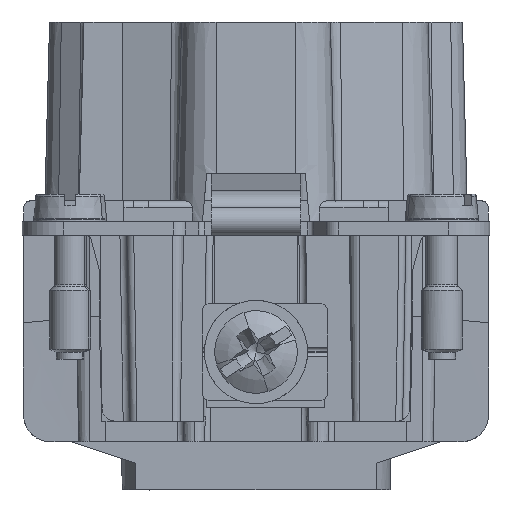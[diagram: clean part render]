
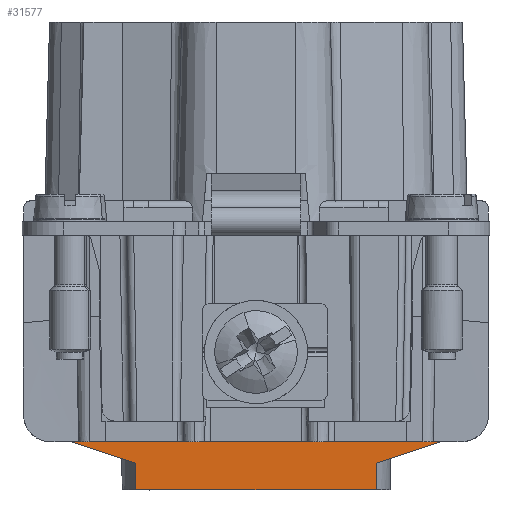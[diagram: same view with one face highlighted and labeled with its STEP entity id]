
A CAD part, front view. The second image highlights one B-rep face of the part: STEP entity #31577.
In plain terms, the highlighted planar face has unit normal (0, -1, 0).
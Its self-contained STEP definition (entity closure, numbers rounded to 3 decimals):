
#31401=AXIS2_PLACEMENT_3D('Plane Axis2P3D',#31398,#31399,#31400) ;
#31428=AXIS2_PLACEMENT_3D('Circle Axis2P3D',#31426,#31427,$) ;
#31494=AXIS2_PLACEMENT_3D('Circle Axis2P3D',#31492,#31493,$) ;
#31536=AXIS2_PLACEMENT_3D('Circle Axis2P3D',#31534,#31535,$) ;
#23257=CARTESIAN_POINT('Vertex',(3.778,15.45,4.5)) ;
#23279=CARTESIAN_POINT('Line Origine',(17.,15.45,4.5)) ;
#23283=CARTESIAN_POINT('Vertex',(30.222,15.45,4.5)) ;
#31381=CARTESIAN_POINT('Vertex',(3.65,15.45,4.5)) ;
#31384=CARTESIAN_POINT('Line Origine',(3.714,15.45,4.5)) ;
#31398=CARTESIAN_POINT('Axis2P3D Location',(8.272,15.45,4.5)) ;
#31403=CARTESIAN_POINT('Line Origine',(17.,15.45,0.)) ;
#31407=CARTESIAN_POINT('Vertex',(8.272,15.45,0.)) ;
#31409=CARTESIAN_POINT('Vertex',(25.728,15.45,0.)) ;
#31412=CARTESIAN_POINT('Line Origine',(25.728,15.45,0.971)) ;
#31416=CARTESIAN_POINT('Vertex',(25.728,15.45,1.942)) ;
#31419=CARTESIAN_POINT('Line Origine',(28.074,15.45,2.722)) ;
#31423=CARTESIAN_POINT('Vertex',(30.421,15.45,3.501)) ;
#31426=CARTESIAN_POINT('Axis2P3D Location',(30.35,15.45,6.5)) ;
#31430=CARTESIAN_POINT('Vertex',(33.35,15.45,6.5)) ;
#31433=CARTESIAN_POINT('Line Origine',(33.35,15.45,9.577)) ;
#31437=CARTESIAN_POINT('Vertex',(33.35,15.45,12.654)) ;
#31440=CARTESIAN_POINT('Line Origine',(33.425,15.45,12.654)) ;
#31444=CARTESIAN_POINT('Vertex',(33.5,15.45,12.654)) ;
#31447=CARTESIAN_POINT('Line Origine',(33.5,15.45,13.127)) ;
#31451=CARTESIAN_POINT('Vertex',(33.5,15.45,13.6)) ;
#31454=CARTESIAN_POINT('Line Origine',(32.925,15.45,13.6)) ;
#31458=CARTESIAN_POINT('Vertex',(32.35,15.45,13.6)) ;
#31461=CARTESIAN_POINT('Line Origine',(32.35,15.45,10.05)) ;
#31465=CARTESIAN_POINT('Vertex',(32.35,15.45,6.5)) ;
#31469=CARTESIAN_POINT('Control Point',(30.35,15.45,4.5)) ;
#31470=CARTESIAN_POINT('Control Point',(30.558,15.45,4.5)) ;
#31471=CARTESIAN_POINT('Control Point',(30.766,15.45,4.527)) ;
#31472=CARTESIAN_POINT('Control Point',(30.969,15.45,4.581)) ;
#31473=CARTESIAN_POINT('Control Point',(31.356,15.45,4.741)) ;
#31474=CARTESIAN_POINT('Control Point',(31.691,15.45,4.994)) ;
#31475=CARTESIAN_POINT('Control Point',(31.84,15.45,5.142)) ;
#31476=CARTESIAN_POINT('Control Point',(32.097,15.45,5.473)) ;
#31477=CARTESIAN_POINT('Control Point',(32.261,15.45,5.858)) ;
#31478=CARTESIAN_POINT('Control Point',(32.318,15.45,6.061)) ;
#31479=CARTESIAN_POINT('Control Point',(32.348,15.45,6.273)) ;
#31480=CARTESIAN_POINT('Control Point',(32.35,15.45,6.486)) ;
#31481=CARTESIAN_POINT('Control Point',(32.35,15.45,6.49)) ;
#31482=CARTESIAN_POINT('Control Point',(32.35,15.45,6.495)) ;
#31483=CARTESIAN_POINT('Control Point',(32.35,15.45,6.5)) ;
#31484=CARTESIAN_POINT('Vertex',(30.35,15.45,4.5)) ;
#31487=CARTESIAN_POINT('Line Origine',(30.286,15.45,4.5)) ;
#31492=CARTESIAN_POINT('Axis2P3D Location',(3.65,15.45,6.5)) ;
#31496=CARTESIAN_POINT('Vertex',(1.65,15.45,6.5)) ;
#31499=CARTESIAN_POINT('Line Origine',(1.65,15.45,10.05)) ;
#31503=CARTESIAN_POINT('Vertex',(1.65,15.45,13.6)) ;
#31506=CARTESIAN_POINT('Line Origine',(1.075,15.45,13.6)) ;
#31510=CARTESIAN_POINT('Vertex',(0.5,15.45,13.6)) ;
#31513=CARTESIAN_POINT('Line Origine',(0.5,15.45,13.127)) ;
#31517=CARTESIAN_POINT('Vertex',(0.5,15.45,12.654)) ;
#31520=CARTESIAN_POINT('Line Origine',(0.575,15.45,12.654)) ;
#31524=CARTESIAN_POINT('Vertex',(0.65,15.45,12.654)) ;
#31527=CARTESIAN_POINT('Line Origine',(0.65,15.45,9.577)) ;
#31531=CARTESIAN_POINT('Vertex',(0.65,15.45,6.5)) ;
#31534=CARTESIAN_POINT('Axis2P3D Location',(3.65,15.45,6.5)) ;
#31538=CARTESIAN_POINT('Vertex',(3.579,15.45,3.501)) ;
#31541=CARTESIAN_POINT('Line Origine',(5.926,15.45,2.722)) ;
#31545=CARTESIAN_POINT('Vertex',(8.272,15.45,1.942)) ;
#31548=CARTESIAN_POINT('Line Origine',(8.272,15.45,0.971)) ;
#23280=DIRECTION('Vector Direction',(1.,0.,0.)) ;
#31385=DIRECTION('Vector Direction',(1.,0.,0.)) ;
#31399=DIRECTION('Axis2P3D Direction',(0.,1.,0.)) ;
#31400=DIRECTION('Axis2P3D XDirection',(1.,0.,0.)) ;
#31404=DIRECTION('Vector Direction',(1.,0.,0.)) ;
#31413=DIRECTION('Vector Direction',(0.,0.,-1.)) ;
#31420=DIRECTION('Vector Direction',(0.949,0.,0.315)) ;
#31427=DIRECTION('Axis2P3D Direction',(0.,1.,0.)) ;
#31434=DIRECTION('Vector Direction',(0.,0.,1.)) ;
#31441=DIRECTION('Vector Direction',(1.,0.,0.)) ;
#31448=DIRECTION('Vector Direction',(0.,0.,1.)) ;
#31455=DIRECTION('Vector Direction',(1.,0.,0.)) ;
#31462=DIRECTION('Vector Direction',(0.,0.,-1.)) ;
#31488=DIRECTION('Vector Direction',(1.,0.,0.)) ;
#31493=DIRECTION('Axis2P3D Direction',(0.,1.,0.)) ;
#31500=DIRECTION('Vector Direction',(0.,0.,-1.)) ;
#31507=DIRECTION('Vector Direction',(1.,0.,0.)) ;
#31514=DIRECTION('Vector Direction',(0.,0.,1.)) ;
#31521=DIRECTION('Vector Direction',(1.,0.,0.)) ;
#31528=DIRECTION('Vector Direction',(0.,0.,1.)) ;
#31535=DIRECTION('Axis2P3D Direction',(0.,1.,0.)) ;
#31542=DIRECTION('Vector Direction',(-0.949,0.,0.315)) ;
#31549=DIRECTION('Vector Direction',(0.,0.,-1.)) ;
#23281=VECTOR('Line Direction',#23280,1.) ;
#31386=VECTOR('Line Direction',#31385,1.) ;
#31405=VECTOR('Line Direction',#31404,1.) ;
#31414=VECTOR('Line Direction',#31413,1.) ;
#31421=VECTOR('Line Direction',#31420,1.) ;
#31435=VECTOR('Line Direction',#31434,1.) ;
#31442=VECTOR('Line Direction',#31441,1.) ;
#31449=VECTOR('Line Direction',#31448,1.) ;
#31456=VECTOR('Line Direction',#31455,1.) ;
#31463=VECTOR('Line Direction',#31462,1.) ;
#31489=VECTOR('Line Direction',#31488,1.) ;
#31501=VECTOR('Line Direction',#31500,1.) ;
#31508=VECTOR('Line Direction',#31507,1.) ;
#31515=VECTOR('Line Direction',#31514,1.) ;
#31522=VECTOR('Line Direction',#31521,1.) ;
#31529=VECTOR('Line Direction',#31528,1.) ;
#31543=VECTOR('Line Direction',#31542,1.) ;
#31550=VECTOR('Line Direction',#31549,1.) ;
#31554=ORIENTED_EDGE('',*,*,#31411,.T.) ;
#31555=ORIENTED_EDGE('',*,*,#31418,.F.) ;
#31556=ORIENTED_EDGE('',*,*,#31425,.F.) ;
#31557=ORIENTED_EDGE('',*,*,#31432,.T.) ;
#31558=ORIENTED_EDGE('',*,*,#31439,.T.) ;
#31559=ORIENTED_EDGE('',*,*,#31446,.T.) ;
#31560=ORIENTED_EDGE('',*,*,#31453,.T.) ;
#31561=ORIENTED_EDGE('',*,*,#31460,.T.) ;
#31562=ORIENTED_EDGE('',*,*,#31467,.T.) ;
#31563=ORIENTED_EDGE('',*,*,#31486,.T.) ;
#31564=ORIENTED_EDGE('',*,*,#31491,.F.) ;
#31565=ORIENTED_EDGE('',*,*,#23285,.T.) ;
#31566=ORIENTED_EDGE('',*,*,#31388,.T.) ;
#31567=ORIENTED_EDGE('',*,*,#31498,.F.) ;
#31568=ORIENTED_EDGE('',*,*,#31505,.F.) ;
#31569=ORIENTED_EDGE('',*,*,#31512,.F.) ;
#31570=ORIENTED_EDGE('',*,*,#31519,.F.) ;
#31571=ORIENTED_EDGE('',*,*,#31526,.F.) ;
#31572=ORIENTED_EDGE('',*,*,#31533,.F.) ;
#31573=ORIENTED_EDGE('',*,*,#31540,.F.) ;
#31574=ORIENTED_EDGE('',*,*,#31547,.T.) ;
#31575=ORIENTED_EDGE('',*,*,#31552,.T.) ;
#31577=ADVANCED_FACE('Hauptk\X2\00F6\X0\rper',(#31576),#31402,.F.) ;
#31468=B_SPLINE_CURVE_WITH_KNOTS('',5,(#31469,#31470,#31471,#31472,#31473,#31474,#31475,#31476,#31477,#31478,#31479,#31480,#31481,#31482,#31483),.UNSPECIFIED.,.F.,.U.,(6,3,3,3,6),(0.,1.47,2.939,4.409,4.443),.UNSPECIFIED.) ;
#31429=CIRCLE('generated circle',#31428,3.) ;
#31495=CIRCLE('generated circle',#31494,2.) ;
#31537=CIRCLE('generated circle',#31536,3.) ;
#23285=EDGE_CURVE('',#23284,#23258,#23282,.F.) ;
#31388=EDGE_CURVE('',#23258,#31382,#31387,.F.) ;
#31411=EDGE_CURVE('',#31408,#31410,#31406,.T.) ;
#31418=EDGE_CURVE('',#31417,#31410,#31415,.T.) ;
#31425=EDGE_CURVE('',#31424,#31417,#31422,.F.) ;
#31432=EDGE_CURVE('',#31424,#31431,#31429,.F.) ;
#31439=EDGE_CURVE('',#31431,#31438,#31436,.T.) ;
#31446=EDGE_CURVE('',#31438,#31445,#31443,.T.) ;
#31453=EDGE_CURVE('',#31445,#31452,#31450,.T.) ;
#31460=EDGE_CURVE('',#31452,#31459,#31457,.F.) ;
#31467=EDGE_CURVE('',#31459,#31466,#31464,.T.) ;
#31486=EDGE_CURVE('',#31466,#31485,#31468,.F.) ;
#31491=EDGE_CURVE('',#23284,#31485,#31490,.T.) ;
#31498=EDGE_CURVE('',#31497,#31382,#31495,.F.) ;
#31505=EDGE_CURVE('',#31504,#31497,#31502,.T.) ;
#31512=EDGE_CURVE('',#31511,#31504,#31509,.T.) ;
#31519=EDGE_CURVE('',#31518,#31511,#31516,.T.) ;
#31526=EDGE_CURVE('',#31525,#31518,#31523,.F.) ;
#31533=EDGE_CURVE('',#31532,#31525,#31530,.T.) ;
#31540=EDGE_CURVE('',#31539,#31532,#31537,.T.) ;
#31547=EDGE_CURVE('',#31539,#31546,#31544,.F.) ;
#31552=EDGE_CURVE('',#31546,#31408,#31551,.T.) ;
#31553=EDGE_LOOP('',(#31554,#31555,#31556,#31557,#31558,#31559,#31560,#31561,#31562,#31563,#31564,#31565,#31566,#31567,#31568,#31569,#31570,#31571,#31572,#31573,#31574,#31575)) ;
#31576=FACE_OUTER_BOUND('',#31553,.T.) ;
#23282=LINE('Line',#23279,#23281) ;
#31387=LINE('Line',#31384,#31386) ;
#31406=LINE('Line',#31403,#31405) ;
#31415=LINE('Line',#31412,#31414) ;
#31422=LINE('Line',#31419,#31421) ;
#31436=LINE('Line',#31433,#31435) ;
#31443=LINE('Line',#31440,#31442) ;
#31450=LINE('Line',#31447,#31449) ;
#31457=LINE('Line',#31454,#31456) ;
#31464=LINE('Line',#31461,#31463) ;
#31490=LINE('Line',#31487,#31489) ;
#31502=LINE('Line',#31499,#31501) ;
#31509=LINE('Line',#31506,#31508) ;
#31516=LINE('Line',#31513,#31515) ;
#31523=LINE('Line',#31520,#31522) ;
#31530=LINE('Line',#31527,#31529) ;
#31544=LINE('Line',#31541,#31543) ;
#31551=LINE('Line',#31548,#31550) ;
#31402=PLANE('',#31401) ;
#23258=VERTEX_POINT('',#23257) ;
#23284=VERTEX_POINT('',#23283) ;
#31382=VERTEX_POINT('',#31381) ;
#31408=VERTEX_POINT('',#31407) ;
#31410=VERTEX_POINT('',#31409) ;
#31417=VERTEX_POINT('',#31416) ;
#31424=VERTEX_POINT('',#31423) ;
#31431=VERTEX_POINT('',#31430) ;
#31438=VERTEX_POINT('',#31437) ;
#31445=VERTEX_POINT('',#31444) ;
#31452=VERTEX_POINT('',#31451) ;
#31459=VERTEX_POINT('',#31458) ;
#31466=VERTEX_POINT('',#31465) ;
#31485=VERTEX_POINT('',#31484) ;
#31497=VERTEX_POINT('',#31496) ;
#31504=VERTEX_POINT('',#31503) ;
#31511=VERTEX_POINT('',#31510) ;
#31518=VERTEX_POINT('',#31517) ;
#31525=VERTEX_POINT('',#31524) ;
#31532=VERTEX_POINT('',#31531) ;
#31539=VERTEX_POINT('',#31538) ;
#31546=VERTEX_POINT('',#31545) ;
